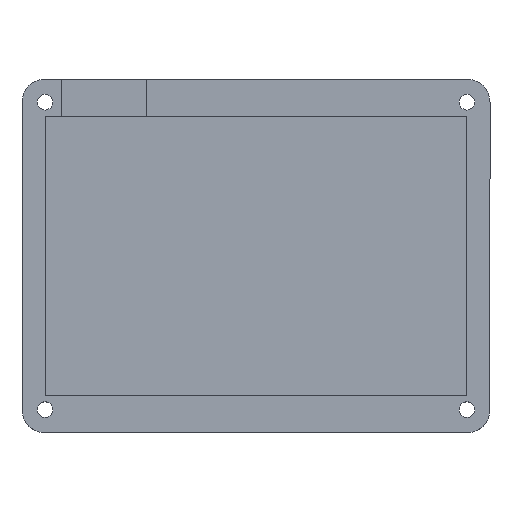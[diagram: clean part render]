
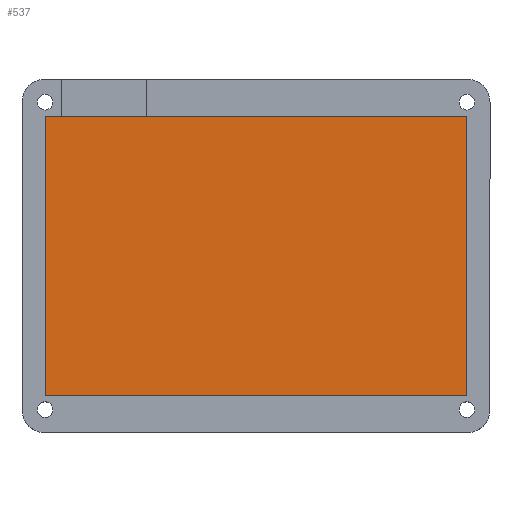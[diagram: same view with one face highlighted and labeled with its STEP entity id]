
A CAD part, top view. The second image highlights one B-rep face of the part: STEP entity #537.
In plain terms, the highlighted planar face has unit normal (0, 0, 1).
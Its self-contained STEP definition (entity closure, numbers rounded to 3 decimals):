
#43=PLANE('',#602);
#69=FACE_OUTER_BOUND('',#103,.T.);
#103=EDGE_LOOP('',(#465,#466,#467,#468));
#154=LINE('',#873,#202);
#156=LINE('',#877,#204);
#162=LINE('',#905,#210);
#164=LINE('',#908,#212);
#202=VECTOR('',#704,10.);
#204=VECTOR('',#708,10.);
#210=VECTOR('',#740,10.);
#212=VECTOR('',#744,10.);
#273=VERTEX_POINT('',#870);
#274=VERTEX_POINT('',#872);
#275=VERTEX_POINT('',#876);
#284=VERTEX_POINT('',#904);
#334=EDGE_CURVE('',#274,#273,#154,.T.);
#336=EDGE_CURVE('',#275,#274,#156,.T.);
#350=EDGE_CURVE('',#273,#284,#162,.T.);
#352=EDGE_CURVE('',#284,#275,#164,.T.);
#465=ORIENTED_EDGE('',*,*,#336,.T.);
#466=ORIENTED_EDGE('',*,*,#334,.T.);
#467=ORIENTED_EDGE('',*,*,#350,.T.);
#468=ORIENTED_EDGE('',*,*,#352,.T.);
#537=ADVANCED_FACE('',(#69),#43,.T.);
#602=AXIS2_PLACEMENT_3D('',#909,#745,#746);
#704=DIRECTION('',(-1.,0.,0.));
#708=DIRECTION('',(0.,1.,0.));
#740=DIRECTION('',(0.,-1.,0.));
#744=DIRECTION('',(1.,0.,0.));
#745=DIRECTION('center_axis',(0.,0.,1.));
#746=DIRECTION('ref_axis',(1.,0.,0.));
#870=CARTESIAN_POINT('',(-100.499,-7.545,3.));
#872=CARTESIAN_POINT('',(-9.012,-7.545,3.));
#873=CARTESIAN_POINT('',(-9.012,-7.545,3.));
#876=CARTESIAN_POINT('',(-9.012,-68.076,3.));
#877=CARTESIAN_POINT('',(-9.012,-68.076,3.));
#904=CARTESIAN_POINT('',(-100.499,-68.076,3.));
#905=CARTESIAN_POINT('',(-100.499,-7.545,3.));
#908=CARTESIAN_POINT('',(-100.501,-68.076,3.));
#909=CARTESIAN_POINT('Origin',(-54.755,-37.811,3.));
